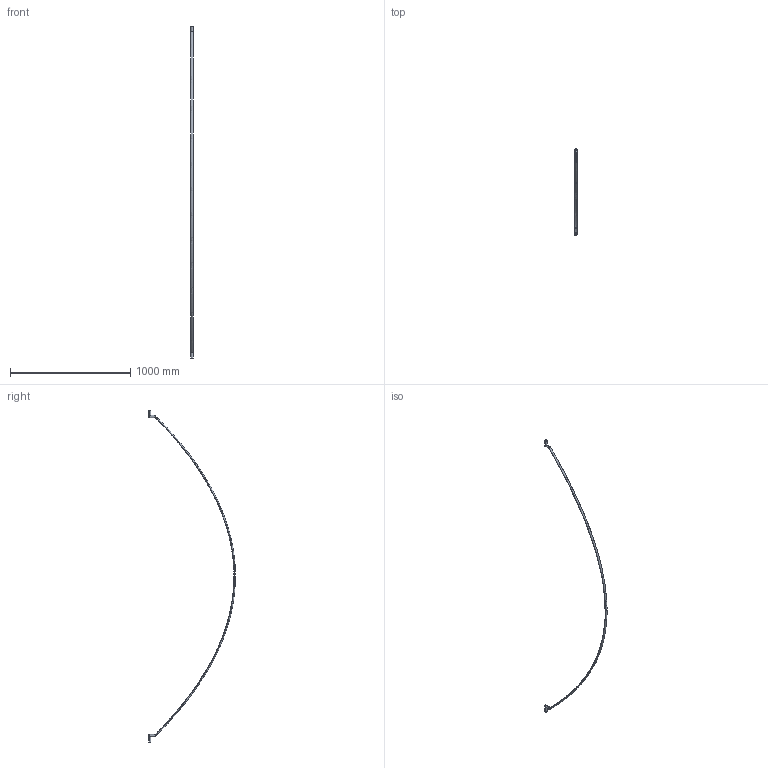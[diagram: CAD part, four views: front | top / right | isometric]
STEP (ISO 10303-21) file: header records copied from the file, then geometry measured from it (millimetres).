
FILE_DESCRIPTION (( 'STEP AP214' ), '1' );
FILE_NAME ('parabolic EMT 2.STEP', '2013-07-30T15:37:45', ( '' ), ( '' ), 'SwSTEP 2.0', 'SolidWorks 2013', '' );
FILE_SCHEMA (( 'AUTOMOTIVE_DESIGN' ));
Length unit declared in the file: inch
Products named in the file (1): parabolic EMT 2
Bounding box: 17.93 x 722.01 x 2761.13 mm (x, y, z)
Volume: 132970.9 mm3; surface area: 299186.4 mm2
Topology: 1 solids, 1 shells, 49 faces, 138 edges, 88 vertices
Faces by surface type: bspline 20, cylinder 19, plane 10
Entity records: 4044 total; most frequent: CARTESIAN_POINT 3089, ORIENTED_EDGE 266, EDGE_CURVE 133, DIRECTION 99, VERTEX_POINT 86, B_SPLINE_CURVE_WITH_KNOTS 61, EDGE_LOOP 51, ADVANCED_FACE 49
